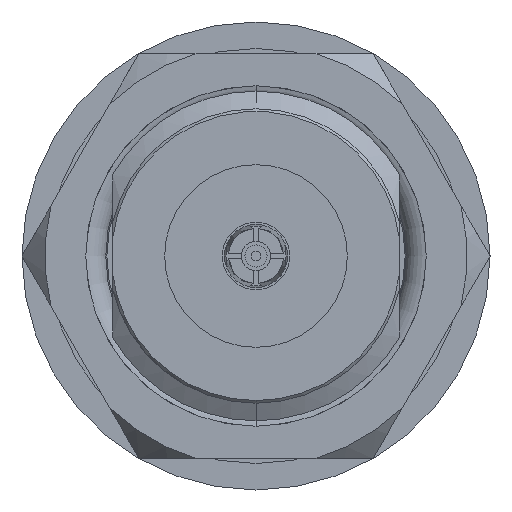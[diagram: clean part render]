
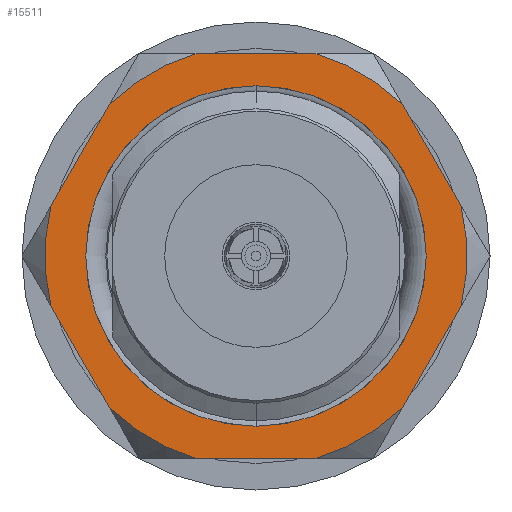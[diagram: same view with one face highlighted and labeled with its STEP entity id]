
A CAD part, left-side view. The second image highlights one B-rep face of the part: STEP entity #15511.
In plain terms, the highlighted face is planar.
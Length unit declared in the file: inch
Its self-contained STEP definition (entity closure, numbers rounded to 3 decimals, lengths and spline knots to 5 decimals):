
#365 = AXIS2_PLACEMENT_3D ( 'NONE', #11789, #3521, #7694 ) ;
#548 = CARTESIAN_POINT ( 'NONE',  ( 0.37932, 0.061, -0.09299 ) ) ;
#600 = ORIENTED_EDGE ( 'NONE', *, *, #19678, .F. ) ;
#774 = CARTESIAN_POINT ( 'NONE',  ( -0.43301, 0.061, 0. ) ) ;
#1018 = VECTOR ( 'NONE', #9815, 39.37008 ) ;
#1047 = VERTEX_POINT ( 'NONE', #13000 ) ;
#1056 = VECTOR ( 'NONE', #21218, 39.37008 ) ;
#1405 = CARTESIAN_POINT ( 'NONE',  ( -0.37932, 0.061, 0.09299 ) ) ;
#1423 = ORIENTED_EDGE ( 'NONE', *, *, #14260, .F. ) ;
#1487 = AXIS2_PLACEMENT_3D ( 'NONE', #18348, #14122, #3979 ) ;
#1718 = VERTEX_POINT ( 'NONE', #5162 ) ;
#2019 = CIRCLE ( 'NONE', #25741, 0.39056 ) ;
#2108 = CIRCLE ( 'NONE', #365, 0.39056 ) ;
#2299 = VERTEX_POINT ( 'NONE', #25233 ) ;
#2413 = VERTEX_POINT ( 'NONE', #26028 ) ;
#2418 = DIRECTION ( 'NONE',  ( 0., 0., -1. ) ) ;
#2664 = VERTEX_POINT ( 'NONE', #15923 ) ;
#2737 = EDGE_LOOP ( 'NONE', ( #9890, #11148 ) ) ;
#3025 = DIRECTION ( 'NONE',  ( -1., 0., 0. ) ) ;
#3161 = CIRCLE ( 'NONE', #12557, 0.315 ) ;
#3274 = DIRECTION ( 'NONE',  ( 0., 0., -1. ) ) ;
#3430 = CARTESIAN_POINT ( 'NONE',  ( 0., 0.061, 0. ) ) ;
#3521 = DIRECTION ( 'NONE',  ( 0., -1., 0. ) ) ;
#3913 = AXIS2_PLACEMENT_3D ( 'NONE', #9729, #9644, #13484 ) ;
#3979 = DIRECTION ( 'NONE',  ( 0., 0., -1. ) ) ;
#4066 = CARTESIAN_POINT ( 'NONE',  ( 0.2702, 0.061, -0.28201 ) ) ;
#4387 = DIRECTION ( 'NONE',  ( 0., 0., -1. ) ) ;
#4800 = DIRECTION ( 'NONE',  ( 0., 0., 1. ) ) ;
#5162 = CARTESIAN_POINT ( 'NONE',  ( 0.10913, 0.061, 0.375 ) ) ;
#5633 = CIRCLE ( 'NONE', #1487, 0.39056 ) ;
#5651 = CARTESIAN_POINT ( 'NONE',  ( -0.2702, 0.061, -0.28201 ) ) ;
#5788 = LINE ( 'NONE', #25770, #1018 ) ;
#5805 = LINE ( 'NONE', #774, #17237 ) ;
#5985 = EDGE_CURVE ( 'NONE', #7270, #6263, #17438, .T. ) ;
#6098 = VERTEX_POINT ( 'NONE', #1405 ) ;
#6263 = VERTEX_POINT ( 'NONE', #4066 ) ;
#6519 = DIRECTION ( 'NONE',  ( 0., -1., 0. ) ) ;
#6609 = CARTESIAN_POINT ( 'NONE',  ( -0.2702, 0.061, 0.28201 ) ) ;
#7072 = DIRECTION ( 'NONE',  ( 0., -1., 0. ) ) ;
#7270 = VERTEX_POINT ( 'NONE', #24723 ) ;
#7365 = CARTESIAN_POINT ( 'NONE',  ( 0., 0.061, 0. ) ) ;
#7605 = EDGE_CURVE ( 'NONE', #6098, #20950, #2108, .T. ) ;
#7647 = VECTOR ( 'NONE', #3025, 39.37008 ) ;
#7694 = DIRECTION ( 'NONE',  ( 0., 0., -1. ) ) ;
#7910 = EDGE_CURVE ( 'NONE', #11147, #2413, #9078, .T. ) ;
#8060 = ORIENTED_EDGE ( 'NONE', *, *, #7910, .F. ) ;
#8225 = ORIENTED_EDGE ( 'NONE', *, *, #23629, .F. ) ;
#8408 = CARTESIAN_POINT ( 'NONE',  ( -0.10913, 0.061, 0.375 ) ) ;
#8485 = CARTESIAN_POINT ( 'NONE',  ( -0.21651, 0.061, -0.375 ) ) ;
#8770 = PLANE ( 'NONE',  #13464 ) ;
#8801 = CARTESIAN_POINT ( 'NONE',  ( 0., 0.061, 0. ) ) ;
#8958 = DIRECTION ( 'NONE',  ( 0., 1., 0. ) ) ;
#9078 = CIRCLE ( 'NONE', #24496, 0.39056 ) ;
#9314 = DIRECTION ( 'NONE',  ( 0., -1., 0. ) ) ;
#9505 = DIRECTION ( 'NONE',  ( -0.5, 0., 0.866 ) ) ;
#9644 = DIRECTION ( 'NONE',  ( 0., 1., 0. ) ) ;
#9729 = CARTESIAN_POINT ( 'NONE',  ( 0., 0.061, 0. ) ) ;
#9774 = LINE ( 'NONE', #8485, #17072 ) ;
#9815 = DIRECTION ( 'NONE',  ( 0.5, 0., 0.866 ) ) ;
#9890 = ORIENTED_EDGE ( 'NONE', *, *, #22468, .F. ) ;
#10310 = EDGE_CURVE ( 'NONE', #2664, #2299, #21378, .T. ) ;
#10473 = EDGE_CURVE ( 'NONE', #11147, #20950, #14351, .T. ) ;
#10699 = CARTESIAN_POINT ( 'NONE',  ( 0., 0.061, 0. ) ) ;
#10926 = EDGE_CURVE ( 'NONE', #6098, #19007, #5805, .T. ) ;
#11147 = VERTEX_POINT ( 'NONE', #5651 ) ;
#11148 = ORIENTED_EDGE ( 'NONE', *, *, #25962, .F. ) ;
#11789 = CARTESIAN_POINT ( 'NONE',  ( 0., 0.061, 0. ) ) ;
#11825 = CARTESIAN_POINT ( 'NONE',  ( -0.21651, 0.061, -0.375 ) ) ;
#11872 = CARTESIAN_POINT ( 'NONE',  ( -0.37932, 0.061, -0.09299 ) ) ;
#12557 = AXIS2_PLACEMENT_3D ( 'NONE', #3430, #17636, #17722 ) ;
#13000 = CARTESIAN_POINT ( 'NONE',  ( 0., 0.061, 0.315 ) ) ;
#13044 = CARTESIAN_POINT ( 'NONE',  ( -0.64952, 0.061, 0.375 ) ) ;
#13166 = VERTEX_POINT ( 'NONE', #548 ) ;
#13464 = AXIS2_PLACEMENT_3D ( 'NONE', #13044, #7072, #15432 ) ;
#13484 = DIRECTION ( 'NONE',  ( 0., 0., 1. ) ) ;
#13832 = VERTEX_POINT ( 'NONE', #23075 ) ;
#14122 = DIRECTION ( 'NONE',  ( 0., -1., 0. ) ) ;
#14161 = AXIS2_PLACEMENT_3D ( 'NONE', #16762, #8958, #4800 ) ;
#14260 = EDGE_CURVE ( 'NONE', #2413, #7270, #9774, .T. ) ;
#14351 = LINE ( 'NONE', #11825, #26043 ) ;
#14589 = DIRECTION ( 'NONE',  ( 0., -1., 0. ) ) ;
#15168 = FACE_BOUND ( 'NONE', #2737, .T. ) ;
#15276 = LINE ( 'NONE', #16187, #7647 ) ;
#15388 = ORIENTED_EDGE ( 'NONE', *, *, #7605, .F. ) ;
#15432 = DIRECTION ( 'NONE',  ( 0., 0., -1. ) ) ;
#15511 = ADVANCED_FACE ( 'NONE', ( #15168, #19894 ), #8770, .F. ) ;
#15645 = EDGE_CURVE ( 'NONE', #1718, #2299, #19867, .T. ) ;
#15695 = ORIENTED_EDGE ( 'NONE', *, *, #10926, .T. ) ;
#15923 = CARTESIAN_POINT ( 'NONE',  ( 0.37932, 0.061, 0.09299 ) ) ;
#16187 = CARTESIAN_POINT ( 'NONE',  ( 0.21651, 0.061, 0.375 ) ) ;
#16762 = CARTESIAN_POINT ( 'NONE',  ( 0., 0.061, 0. ) ) ;
#17072 = VECTOR ( 'NONE', #18674, 39.37008 ) ;
#17237 = VECTOR ( 'NONE', #21189, 39.37008 ) ;
#17438 = CIRCLE ( 'NONE', #23467, 0.39056 ) ;
#17636 = DIRECTION ( 'NONE',  ( 0., 1., 0. ) ) ;
#17714 = ORIENTED_EDGE ( 'NONE', *, *, #5985, .F. ) ;
#17722 = DIRECTION ( 'NONE',  ( 0., 0., 1. ) ) ;
#18348 = CARTESIAN_POINT ( 'NONE',  ( 0., 0.061, 0. ) ) ;
#18674 = DIRECTION ( 'NONE',  ( 1., 0., 0. ) ) ;
#19007 = VERTEX_POINT ( 'NONE', #6609 ) ;
#19678 = EDGE_CURVE ( 'NONE', #20161, #19007, #2019, .T. ) ;
#19867 = CIRCLE ( 'NONE', #3913, 0.39056 ) ;
#19894 = FACE_OUTER_BOUND ( 'NONE', #23920, .T. ) ;
#20161 = VERTEX_POINT ( 'NONE', #8408 ) ;
#20888 = EDGE_CURVE ( 'NONE', #6263, #13166, #5788, .T. ) ;
#20950 = VERTEX_POINT ( 'NONE', #11872 ) ;
#21189 = DIRECTION ( 'NONE',  ( 0.5, 0., 0.866 ) ) ;
#21218 = DIRECTION ( 'NONE',  ( -0.5, 0., 0.866 ) ) ;
#21378 = LINE ( 'NONE', #25281, #1056 ) ;
#21663 = ORIENTED_EDGE ( 'NONE', *, *, #21672, .F. ) ;
#21672 = EDGE_CURVE ( 'NONE', #1718, #20161, #15276, .T. ) ;
#22468 = EDGE_CURVE ( 'NONE', #1047, #13832, #3161, .T. ) ;
#22706 = CIRCLE ( 'NONE', #14161, 0.315 ) ;
#23075 = CARTESIAN_POINT ( 'NONE',  ( 0., 0.061, -0.315 ) ) ;
#23467 = AXIS2_PLACEMENT_3D ( 'NONE', #7365, #9314, #3274 ) ;
#23629 = EDGE_CURVE ( 'NONE', #13166, #2664, #5633, .T. ) ;
#23723 = ORIENTED_EDGE ( 'NONE', *, *, #15645, .T. ) ;
#23920 = EDGE_LOOP ( 'NONE', ( #17714, #1423, #8060, #25238, #15388, #15695, #600, #21663, #23723, #24479, #8225, #25384 ) ) ;
#24479 = ORIENTED_EDGE ( 'NONE', *, *, #10310, .F. ) ;
#24496 = AXIS2_PLACEMENT_3D ( 'NONE', #10699, #6519, #4387 ) ;
#24723 = CARTESIAN_POINT ( 'NONE',  ( 0.10913, 0.061, -0.375 ) ) ;
#25233 = CARTESIAN_POINT ( 'NONE',  ( 0.2702, 0.061, 0.28201 ) ) ;
#25238 = ORIENTED_EDGE ( 'NONE', *, *, #10473, .T. ) ;
#25281 = CARTESIAN_POINT ( 'NONE',  ( 0.43301, 0.061, 0. ) ) ;
#25384 = ORIENTED_EDGE ( 'NONE', *, *, #20888, .F. ) ;
#25741 = AXIS2_PLACEMENT_3D ( 'NONE', #8801, #14589, #2418 ) ;
#25770 = CARTESIAN_POINT ( 'NONE',  ( 0.21651, 0.061, -0.375 ) ) ;
#25962 = EDGE_CURVE ( 'NONE', #13832, #1047, #22706, .T. ) ;
#26028 = CARTESIAN_POINT ( 'NONE',  ( -0.10913, 0.061, -0.375 ) ) ;
#26043 = VECTOR ( 'NONE', #9505, 39.37008 ) ;
